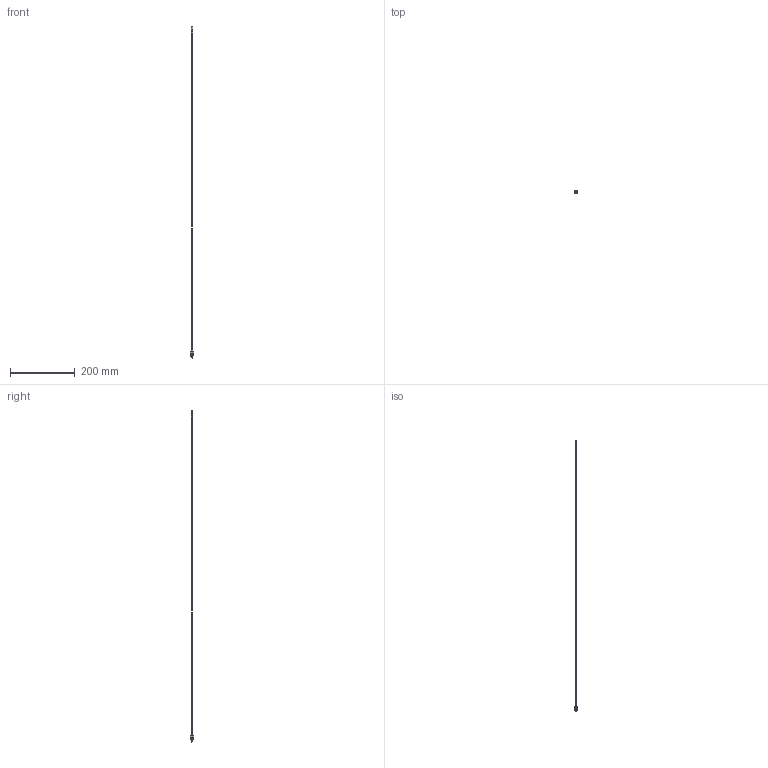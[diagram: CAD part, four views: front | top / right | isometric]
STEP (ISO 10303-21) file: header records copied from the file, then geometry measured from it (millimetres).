
FILE_DESCRIPTION (( 'STEP AP203' ), '1' );
FILE_NAME ('17382-E0W.STEP', '2022-08-16T14:21:42', ( '' ), ( '' ), 'SwSTEP 2.0', 'SolidWorks 2018', '' );
FILE_SCHEMA (( 'CONFIG_CONTROL_DESIGN' ));
Length unit declared in the file: millimetre
Products named in the file (1): 17382-E0W
Bounding box: 9.99 x 9.99 x 1025.28 mm (x, y, z)
Volume: 1895.7 mm3; surface area: 6195.8 mm2
Topology: 9 solids, 9 shells, 495 faces, 1580 edges, 1145 vertices
Faces by surface type: plane 241, cylinder 212, cone 34, torus 8
Entity records: 20933 total; most frequent: CARTESIAN_POINT 7234, ORIENTED_EDGE 3152, DIRECTION 2488, EDGE_CURVE 1576, VERTEX_POINT 1145, AXIS2_PLACEMENT_3D 975, EDGE_LOOP 585, B_SPLINE_CURVE_WITH_KNOTS 551
